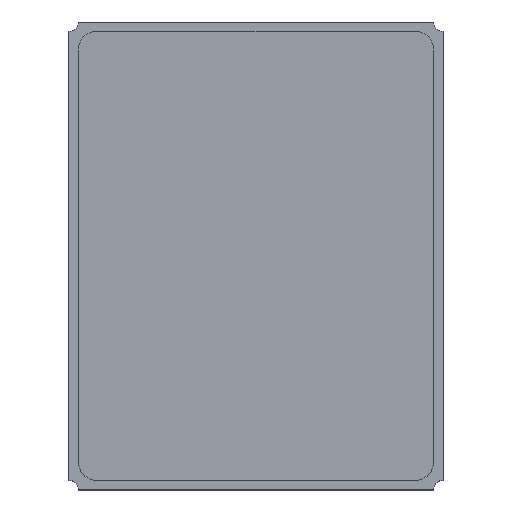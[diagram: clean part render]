
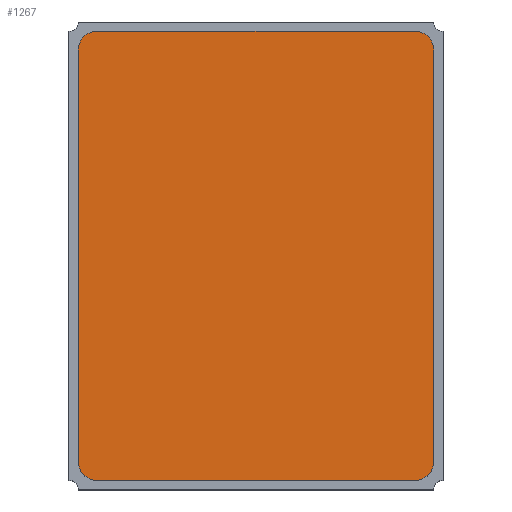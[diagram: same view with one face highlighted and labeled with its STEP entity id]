
A CAD part, top view. The second image highlights one B-rep face of the part: STEP entity #1267.
In plain terms, the highlighted planar face has unit normal (0, 0, 1).
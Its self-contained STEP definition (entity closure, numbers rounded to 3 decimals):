
#514=DIRECTION('',(0.,1.,0.));
#515=VECTOR('',#514,2.2);
#516=CARTESIAN_POINT('',(-0.95,-1.1,0.96));
#517=LINE('',#516,#515);
#521=CARTESIAN_POINT('',(-0.85,1.1,0.96));
#522=DIRECTION('',(0.,0.,1.));
#523=DIRECTION('',(0.,1.,0.));
#524=AXIS2_PLACEMENT_3D('',#521,#522,#523);
#529=DIRECTION('',(1.,0.,0.));
#530=VECTOR('',#529,1.7);
#531=CARTESIAN_POINT('',(-0.85,1.2,0.96));
#532=LINE('',#531,#530);
#536=CARTESIAN_POINT('',(0.85,1.1,0.96));
#537=DIRECTION('',(0.,0.,1.));
#538=DIRECTION('',(1.,0.,0.));
#539=AXIS2_PLACEMENT_3D('',#536,#537,#538);
#544=DIRECTION('',(0.,-1.,0.));
#545=VECTOR('',#544,2.2);
#546=CARTESIAN_POINT('',(0.95,1.1,0.96));
#547=LINE('',#546,#545);
#551=CARTESIAN_POINT('',(0.85,-1.1,0.96));
#552=DIRECTION('',(0.,0.,1.));
#553=DIRECTION('',(0.,-1.,0.));
#554=AXIS2_PLACEMENT_3D('',#551,#552,#553);
#559=DIRECTION('',(-1.,0.,0.));
#560=VECTOR('',#559,1.7);
#561=CARTESIAN_POINT('',(0.85,-1.2,0.96));
#562=LINE('',#561,#560);
#566=CARTESIAN_POINT('',(-0.85,-1.1,0.96));
#567=DIRECTION('',(0.,0.,1.));
#568=DIRECTION('',(-1.,0.,0.));
#569=AXIS2_PLACEMENT_3D('',#566,#567,#568);
#748=CARTESIAN_POINT('',(-0.95,-1.1,0.96));
#749=CARTESIAN_POINT('',(-0.95,1.1,0.96));
#750=VERTEX_POINT('',#748);
#751=VERTEX_POINT('',#749);
#752=CARTESIAN_POINT('',(-0.85,1.2,0.96));
#753=VERTEX_POINT('',#752);
#754=CARTESIAN_POINT('',(0.85,1.2,0.96));
#755=VERTEX_POINT('',#754);
#756=CARTESIAN_POINT('',(0.95,1.1,0.96));
#757=VERTEX_POINT('',#756);
#758=CARTESIAN_POINT('',(0.95,-1.1,0.96));
#759=VERTEX_POINT('',#758);
#760=CARTESIAN_POINT('',(0.85,-1.2,0.96));
#761=VERTEX_POINT('',#760);
#762=CARTESIAN_POINT('',(-0.85,-1.2,0.96));
#763=VERTEX_POINT('',#762);
#1245=CARTESIAN_POINT('',(0.,0.,0.96));
#1246=DIRECTION('',(0.,0.,1.));
#1247=DIRECTION('',(0.,1.,0.));
#1248=AXIS2_PLACEMENT_3D('',#1245,#1246,#1247);
#1249=PLANE('',#1248);
#1250=ORIENTED_EDGE('',*,*,#1235,.T.);
#1252=ORIENTED_EDGE('',*,*,#1251,.F.);
#1254=ORIENTED_EDGE('',*,*,#1253,.T.);
#1256=ORIENTED_EDGE('',*,*,#1255,.F.);
#1258=ORIENTED_EDGE('',*,*,#1257,.T.);
#1260=ORIENTED_EDGE('',*,*,#1259,.F.);
#1262=ORIENTED_EDGE('',*,*,#1261,.T.);
#1264=ORIENTED_EDGE('',*,*,#1263,.F.);
#1265=EDGE_LOOP('',(#1250,#1252,#1254,#1256,#1258,#1260,#1262,#1264));
#1266=FACE_OUTER_BOUND('',#1265,.F.);
#1267=ADVANCED_FACE('',(#1266),#1249,.T.);
#525=CIRCLE('',#524,0.1);
#540=CIRCLE('',#539,0.1);
#555=CIRCLE('',#554,0.1);
#570=CIRCLE('',#569,0.1);
#1235=EDGE_CURVE('',#750,#751,#517,.T.);
#1251=EDGE_CURVE('',#753,#751,#525,.T.);
#1253=EDGE_CURVE('',#753,#755,#532,.T.);
#1255=EDGE_CURVE('',#757,#755,#540,.T.);
#1257=EDGE_CURVE('',#757,#759,#547,.T.);
#1259=EDGE_CURVE('',#761,#759,#555,.T.);
#1261=EDGE_CURVE('',#761,#763,#562,.T.);
#1263=EDGE_CURVE('',#750,#763,#570,.T.);
